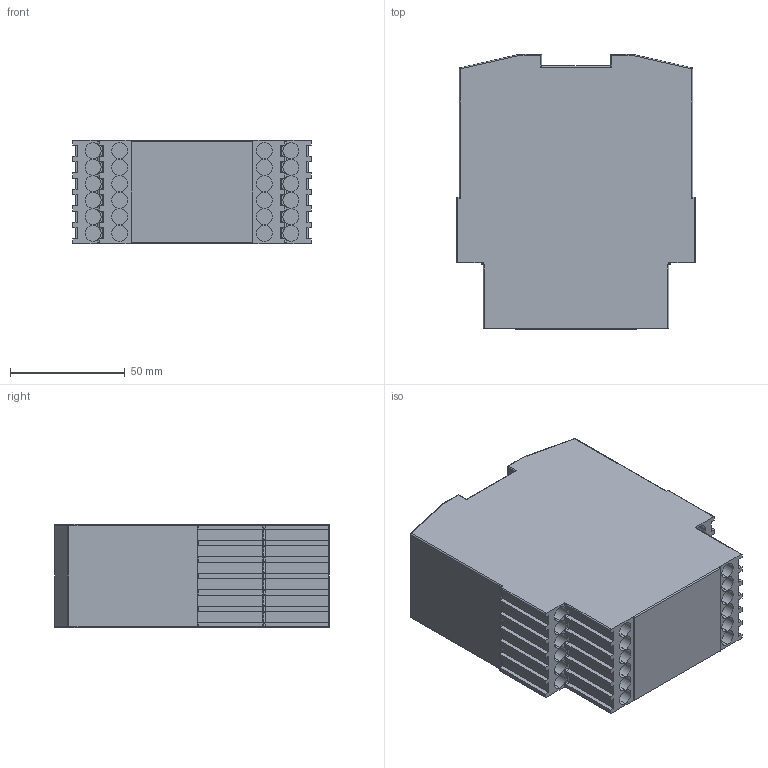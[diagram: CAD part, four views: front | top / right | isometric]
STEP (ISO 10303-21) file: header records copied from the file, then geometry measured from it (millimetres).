
FILE_DESCRIPTION((''),'2;1');
FILE_NAME('K12_D200768A','2005-12-15T',('Pepperl+Fuchs'),('Industriehansa'),'PRO/ENGINEER BY PARAMETRIC TECHNOLOGY CORPORATION, 2005290','PRO/ENGINEER BY PARAMETRIC TECHNOLOGY CORPORATION, 2005290','');
FILE_SCHEMA(('AUTOMOTIVE_DESIGN_CC2 { 1 2 10303 214 -1 1 5 2 }'));
Length unit declared in the file: millimetre
Products named in the file (1): K12_D200768A
Bounding box: 104.2 x 120 x 45 mm (x, y, z)
Volume: 496344.5 mm3; surface area: 50327.6 mm2
Topology: 1 solids, 1 shells, 366 faces, 936 edges, 584 vertices
Faces by surface type: plane 208, cylinder 146, sphere 8, torus 4
Entity records: 17947 total; most frequent: CARTESIAN_POINT 2530, ORIENTED_EDGE 1872, DIRECTION 1764, PRESENTATION_STYLE_ASSIGNMENT 1251, STYLED_ITEM 937, CURVE_STYLE 936, EDGE_CURVE 936, FILL_AREA_STYLE_COLOUR 629
